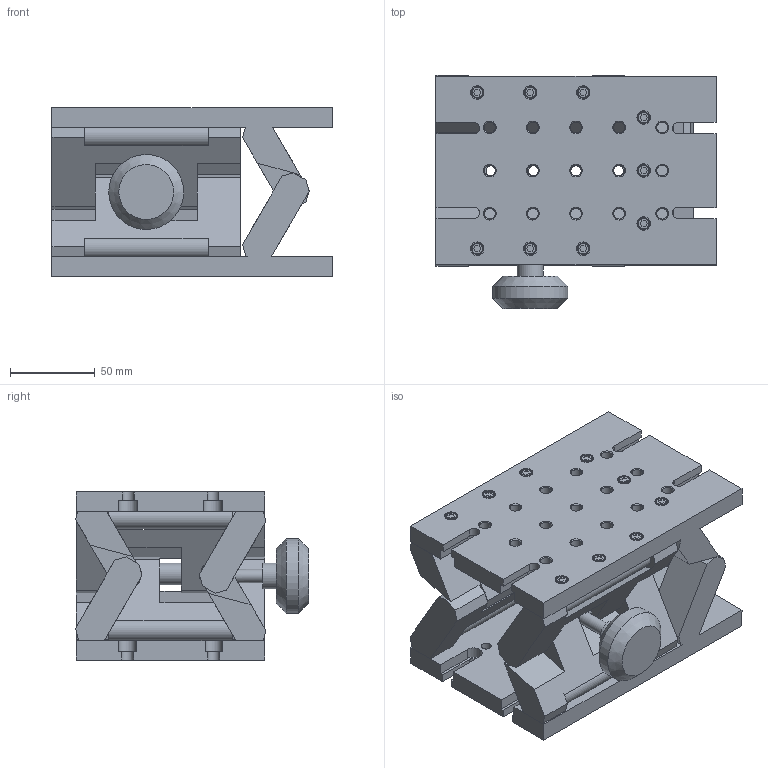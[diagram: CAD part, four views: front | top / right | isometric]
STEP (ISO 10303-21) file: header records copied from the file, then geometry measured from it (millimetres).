
FILE_DESCRIPTION((''),'2;1');
FILE_NAME('540.stp','2013-03-13T13:45:17',('JC'),(''),'Autodesk Inventor 11','Autodesk Inventor 11','');
FILE_SCHEMA(('AUTOMOTIVE_DESIGN { 1 0 10303 214 1 1 1 1 }'));
Length unit declared in the file: inch
Products named in the file (1): 5401
Bounding box: 165.1 x 137.37 x 99.11 mm (x, y, z)
Volume: 773709.7 mm3; surface area: 182965.4 mm2
Topology: 1 solids, 1 shells, 519 faces, 1449 edges, 958 vertices
Faces by surface type: plane 375, cylinder 94, cone 50
Full cylindrical faces by diameter (mm): 5.994 x15, 6.35 x15, 6.858 x18, 7.846 x1, 7.95 x18, 12.7 x5, 15.24 x1, 44.196 x1
Entity records: 15299 total; most frequent: CARTESIAN_POINT 2655, DIRECTION 2504, ORIENTED_EDGE 2460, EDGE_CURVE 1230, VECTOR 990, LINE 990, VERTEX_POINT 870, EDGE_LOOP 768
